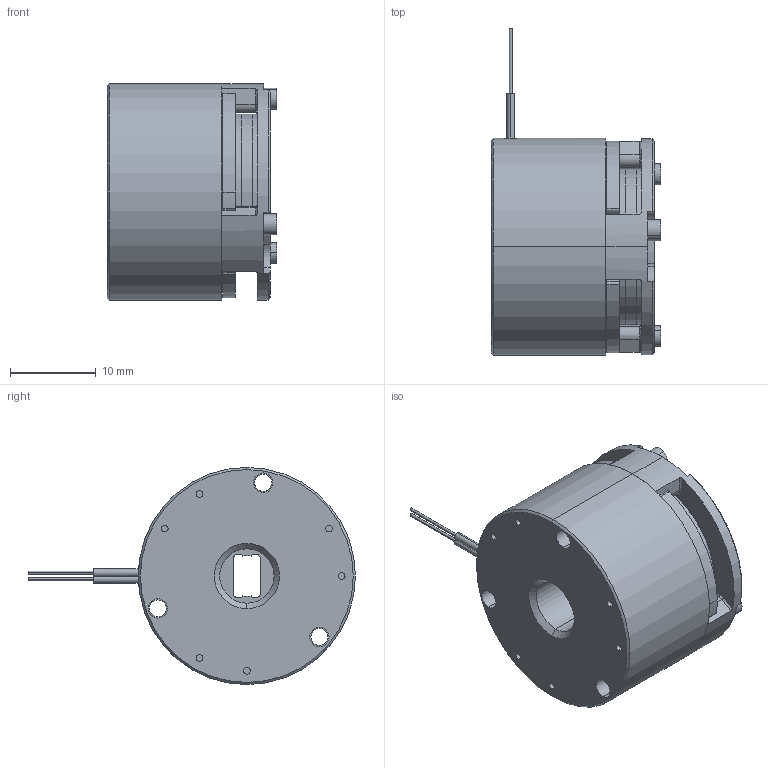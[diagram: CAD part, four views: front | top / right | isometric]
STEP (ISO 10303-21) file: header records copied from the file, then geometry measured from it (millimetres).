
FILE_DESCRIPTION (( 'STEP AP214' ), '1' );
FILE_NAME ('AD1.00HP.STEP', '2025-11-19T18:38:28', ( '' ), ( '' ), 'SwSTEP 2.0', 'SolidWorks 2024', '' );
FILE_SCHEMA (( 'AUTOMOTIVE_DESIGN' ));
Length unit declared in the file: inch
Products named in the file (1): AD1.00HP
Bounding box: 19.81 x 38.19 x 25.37 mm (x, y, z)
Volume: 8009.1 mm3; surface area: 6457.8 mm2
Topology: 5 solids, 8 shells, 291 faces, 714 edges, 469 vertices
Faces by surface type: cylinder 155, plane 99, bspline 16, torus 14, cone 7
Entity records: 32193 total; most frequent: CARTESIAN_POINT 24980, DIRECTION 1590, ORIENTED_EDGE 1428, EDGE_CURVE 714, AXIS2_PLACEMENT_3D 653, VERTEX_POINT 469, CIRCLE 377, EDGE_LOOP 349
